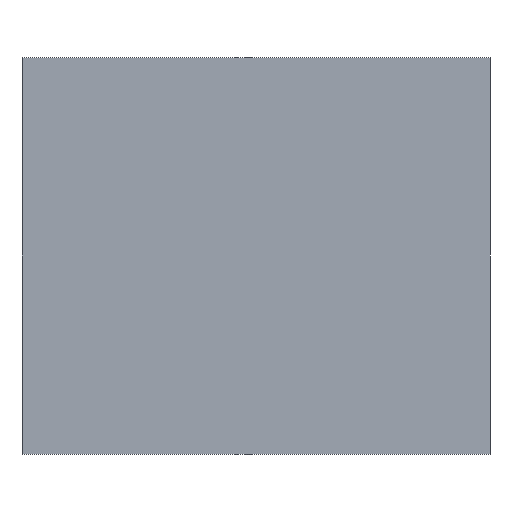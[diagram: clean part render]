
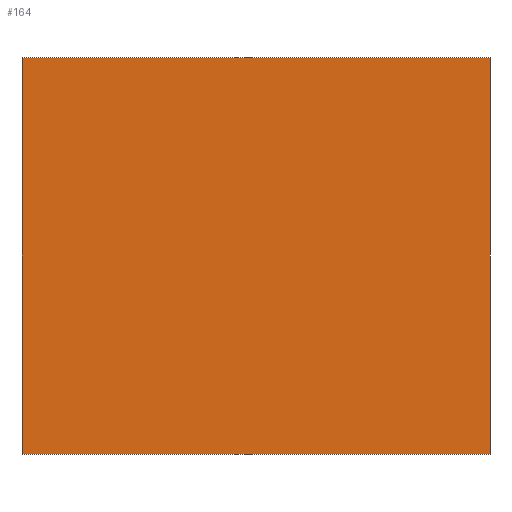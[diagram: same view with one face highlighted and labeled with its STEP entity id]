
A CAD part, front view. The second image highlights one B-rep face of the part: STEP entity #164.
In plain terms, the highlighted planar face has unit normal (0, -1, 0).
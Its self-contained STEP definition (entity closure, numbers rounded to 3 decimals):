
#12 = LINE ( 'NONE', #126, #58 ) ;
#32 = CARTESIAN_POINT ( 'NONE',  ( 0., 0., 0. ) ) ;
#35 = CARTESIAN_POINT ( 'NONE',  ( 0., 0., -94. ) ) ;
#36 = DIRECTION ( 'NONE',  ( 0., 0., 1. ) ) ;
#38 = CARTESIAN_POINT ( 'NONE',  ( 111., 0., 0. ) ) ;
#41 = EDGE_CURVE ( 'NONE', #63, #237, #235, .T. ) ;
#42 = VERTEX_POINT ( 'NONE', #38 ) ;
#43 = ORIENTED_EDGE ( 'NONE', *, *, #41, .F. ) ;
#48 = LINE ( 'NONE', #217, #115 ) ;
#51 = VECTOR ( 'NONE', #71, 1000. ) ;
#54 = CARTESIAN_POINT ( 'NONE',  ( 111., 0., -94. ) ) ;
#58 = VECTOR ( 'NONE', #123, 1000. ) ;
#63 = VERTEX_POINT ( 'NONE', #54 ) ;
#65 = ORIENTED_EDGE ( 'NONE', *, *, #120, .F. ) ;
#68 = DIRECTION ( 'NONE',  ( 0., 0., -1. ) ) ;
#71 = DIRECTION ( 'NONE',  ( -1., 0., 0. ) ) ;
#74 = CARTESIAN_POINT ( 'NONE',  ( 111., 0., 0. ) ) ;
#75 = FACE_OUTER_BOUND ( 'NONE', #225, .T. ) ;
#88 = LINE ( 'NONE', #74, #165 ) ;
#90 = AXIS2_PLACEMENT_3D ( 'NONE', #32, #152, #68 ) ;
#99 = EDGE_CURVE ( 'NONE', #42, #63, #88, .T. ) ;
#110 = EDGE_CURVE ( 'NONE', #237, #226, #48, .T. ) ;
#115 = VECTOR ( 'NONE', #36, 1000. ) ;
#118 = CARTESIAN_POINT ( 'NONE',  ( 0., 0., 0. ) ) ;
#120 = EDGE_CURVE ( 'NONE', #226, #42, #12, .T. ) ;
#123 = DIRECTION ( 'NONE',  ( 1., 0., 0. ) ) ;
#126 = CARTESIAN_POINT ( 'NONE',  ( 0., 0., 0. ) ) ;
#137 = DIRECTION ( 'NONE',  ( 0., 0., -1. ) ) ;
#152 = DIRECTION ( 'NONE',  ( 0., -1., 0. ) ) ;
#155 = CARTESIAN_POINT ( 'NONE',  ( 0., 0., -94. ) ) ;
#164 = ADVANCED_FACE ( 'NONE', ( #75 ), #214, .T. ) ;
#165 = VECTOR ( 'NONE', #137, 1000. ) ;
#169 = ORIENTED_EDGE ( 'NONE', *, *, #99, .F. ) ;
#186 = ORIENTED_EDGE ( 'NONE', *, *, #110, .F. ) ;
#214 = PLANE ( 'NONE',  #90 ) ;
#217 = CARTESIAN_POINT ( 'NONE',  ( 0., 0., 0. ) ) ;
#225 = EDGE_LOOP ( 'NONE', ( #186, #43, #169, #65 ) ) ;
#226 = VERTEX_POINT ( 'NONE', #118 ) ;
#235 = LINE ( 'NONE', #35, #51 ) ;
#237 = VERTEX_POINT ( 'NONE', #155 ) ;
